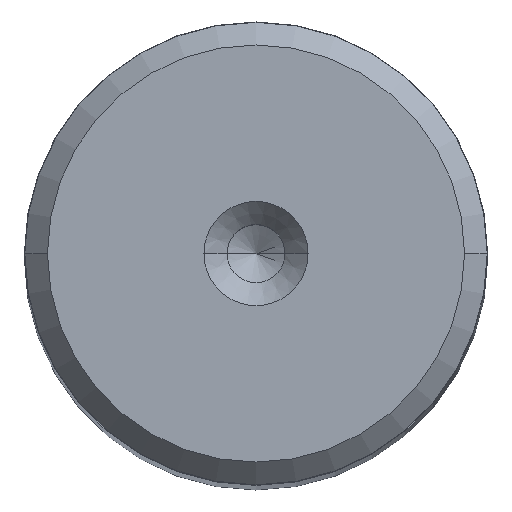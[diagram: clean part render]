
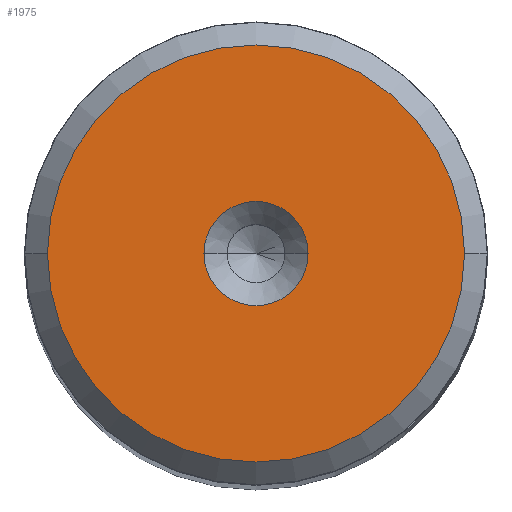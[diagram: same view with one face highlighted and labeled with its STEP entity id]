
A CAD part, top view. The second image highlights one B-rep face of the part: STEP entity #1975.
In plain terms, the highlighted planar face has unit normal (0, 0, 1).
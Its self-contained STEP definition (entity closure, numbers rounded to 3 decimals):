
#66 = CARTESIAN_POINT ( 'NONE',  ( 0., 0., 120. ) ) ;
#69 = AXIS2_PLACEMENT_3D ( 'NONE', #2073, #1423, #558 ) ;
#114 = ORIENTED_EDGE ( 'NONE', *, *, #127, .F. ) ;
#127 = EDGE_CURVE ( 'NONE', #2504, #2213, #2142, .T. ) ;
#140 = FACE_OUTER_BOUND ( 'NONE', #2801, .T. ) ;
#175 = EDGE_CURVE ( 'NONE', #1535, #929, #1979, .T. ) ;
#284 = DIRECTION ( 'NONE',  ( 0., 0., 1. ) ) ;
#366 = CARTESIAN_POINT ( 'NONE',  ( 2.25, 0., 120. ) ) ;
#506 = AXIS2_PLACEMENT_3D ( 'NONE', #66, #2431, #1764 ) ;
#540 = EDGE_CURVE ( 'NONE', #929, #1535, #1678, .T. ) ;
#558 = DIRECTION ( 'NONE',  ( 1., 0., 0. ) ) ;
#640 = AXIS2_PLACEMENT_3D ( 'NONE', #2438, #1368, #667 ) ;
#667 = DIRECTION ( 'NONE',  ( 1., 0., 0. ) ) ;
#696 = DIRECTION ( 'NONE',  ( 0., 0., 1. ) ) ;
#713 = CARTESIAN_POINT ( 'NONE',  ( 9.009, 0., 120. ) ) ;
#726 = EDGE_LOOP ( 'NONE', ( #2676, #114 ) ) ;
#807 = AXIS2_PLACEMENT_3D ( 'NONE', #2010, #284, #1800 ) ;
#929 = VERTEX_POINT ( 'NONE', #1941 ) ;
#1265 = EDGE_CURVE ( 'NONE', #2213, #2504, #2725, .T. ) ;
#1302 = ORIENTED_EDGE ( 'NONE', *, *, #175, .T. ) ;
#1335 = DIRECTION ( 'NONE',  ( 1., 0., 0. ) ) ;
#1368 = DIRECTION ( 'NONE',  ( 0., 0., 1. ) ) ;
#1423 = DIRECTION ( 'NONE',  ( 0., 0., 1. ) ) ;
#1535 = VERTEX_POINT ( 'NONE', #713 ) ;
#1539 = AXIS2_PLACEMENT_3D ( 'NONE', #1757, #696, #1335 ) ;
#1678 = CIRCLE ( 'NONE', #640, 9.009 ) ;
#1757 = CARTESIAN_POINT ( 'NONE',  ( 0., 0., 120. ) ) ;
#1764 = DIRECTION ( 'NONE',  ( 1., 0., 0. ) ) ;
#1765 = ORIENTED_EDGE ( 'NONE', *, *, #540, .T. ) ;
#1800 = DIRECTION ( 'NONE',  ( 1., 0., 0. ) ) ;
#1838 = PLANE ( 'NONE',  #69 ) ;
#1892 = CARTESIAN_POINT ( 'NONE',  ( -2.25, 0., 120. ) ) ;
#1941 = CARTESIAN_POINT ( 'NONE',  ( -9.009, 0., 120. ) ) ;
#1975 = ADVANCED_FACE ( 'NONE', ( #2316, #140 ), #1838, .T. ) ;
#1979 = CIRCLE ( 'NONE', #1539, 9.009 ) ;
#2010 = CARTESIAN_POINT ( 'NONE',  ( 0., 0., 120. ) ) ;
#2073 = CARTESIAN_POINT ( 'NONE',  ( 0., 0., 120. ) ) ;
#2142 = CIRCLE ( 'NONE', #506, 2.25 ) ;
#2213 = VERTEX_POINT ( 'NONE', #366 ) ;
#2316 = FACE_BOUND ( 'NONE', #726, .T. ) ;
#2431 = DIRECTION ( 'NONE',  ( 0., 0., 1. ) ) ;
#2438 = CARTESIAN_POINT ( 'NONE',  ( 0., 0., 120. ) ) ;
#2504 = VERTEX_POINT ( 'NONE', #1892 ) ;
#2676 = ORIENTED_EDGE ( 'NONE', *, *, #1265, .F. ) ;
#2725 = CIRCLE ( 'NONE', #807, 2.25 ) ;
#2801 = EDGE_LOOP ( 'NONE', ( #1765, #1302 ) ) ;
